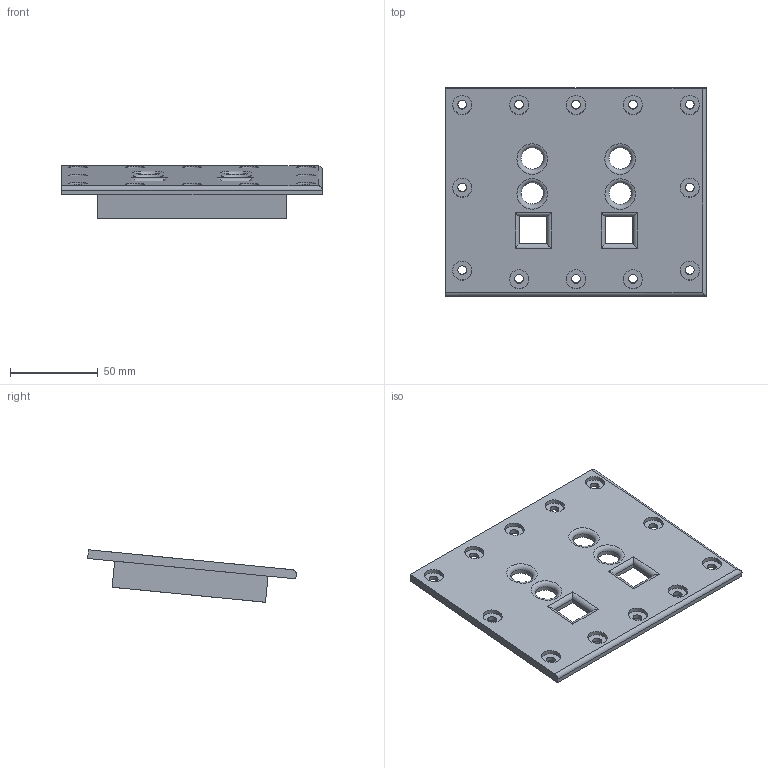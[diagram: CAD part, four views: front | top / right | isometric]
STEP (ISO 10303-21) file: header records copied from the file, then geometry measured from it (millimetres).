
FILE_DESCRIPTION(/* description */ (''),/* implementation_level */ '2;1');
FILE_NAME(/* name */ 'Misc-Down-up.step',/* time_stamp */ '2025-12-01T21:08:27+01:00',/* author */ (''),/* organization */ (''),/* preprocessor_version */ 'ST-DEVELOPER v20.1',/* originating_system */ 'Autodesk Translation Framework v14.17.0.0',/* authorisation */ '');
FILE_SCHEMA (('AUTOMOTIVE_DESIGN { 1 0 10303 214 3 1 1 }'));
Length unit declared in the file: millimetre
Products named in the file (3): PreSonus StudioLive_16.0.2; misc-front-module; misc-front-module-up
Assembly tree (2 placements, depth 3):
  PreSonus StudioLive_16.0.2
    misc-front-module
      misc-front-module-up
Bounding box: 149 x 119.19 x 29.99 mm (x, y, z)
Volume: 104121.3 mm3; surface area: 49724.5 mm2
Topology: 1 solids, 1 shells, 135 faces, 326 edges, 213 vertices
Faces by surface type: cylinder 61, plane 46, bspline 24, torus 4
Full cylindrical faces by diameter (mm): 1.5 x7, 11 x12, 12.5 x4
Entity records: 4357 total; most frequent: CARTESIAN_POINT 1087, ORIENTED_EDGE 652, DIRECTION 631, EDGE_CURVE 326, AXIS2_PLACEMENT_3D 237, VERTEX_POINT 213, EDGE_LOOP 195, LINE 157
